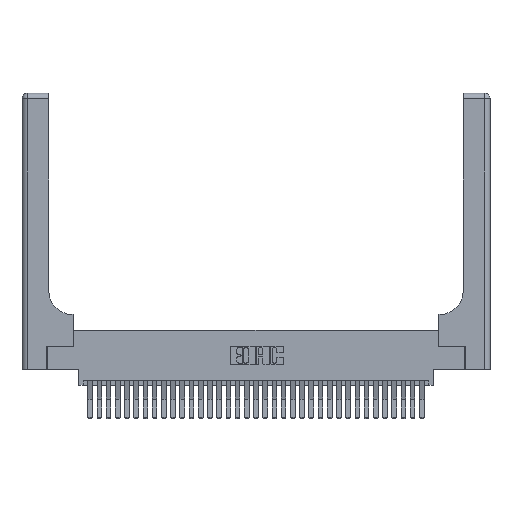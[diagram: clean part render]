
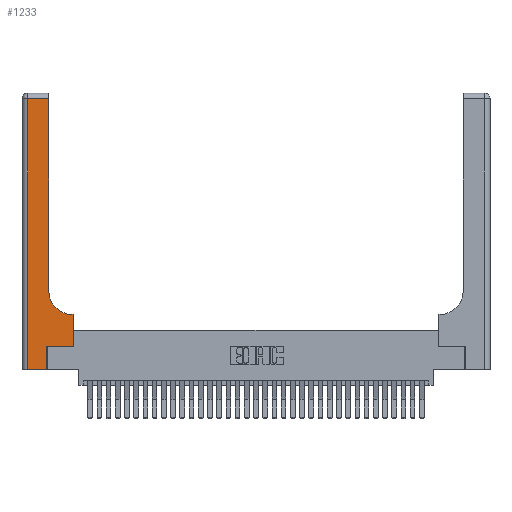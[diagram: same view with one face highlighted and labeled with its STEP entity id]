
A CAD part, top view. The second image highlights one B-rep face of the part: STEP entity #1233.
In plain terms, the highlighted planar face has unit normal (0, 0, 1).
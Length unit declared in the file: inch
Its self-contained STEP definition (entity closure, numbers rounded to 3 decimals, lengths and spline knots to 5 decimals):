
#323 = PLANE ( 'NONE',  #9195 ) ;
#433 = DIRECTION ( 'NONE',  ( -1., 0., 0. ) ) ;
#484 = ORIENTED_EDGE ( 'NONE', *, *, #11292, .T. ) ;
#1233 = ADVANCED_FACE ( 'NONE', ( #10198 ), #323, .F. ) ;
#1235 = EDGE_CURVE ( 'NONE', #20924, #19744, #33166, .T. ) ;
#1847 = LINE ( 'NONE', #20915, #3532 ) ;
#2342 = VECTOR ( 'NONE', #25174, 39.37008 ) ;
#2968 = CARTESIAN_POINT ( 'NONE',  ( 0.2915, 0.6, 0.37 ) ) ;
#3123 = EDGE_CURVE ( 'NONE', #12690, #9113, #12655, .T. ) ;
#3205 = AXIS2_PLACEMENT_3D ( 'NONE', #31262, #14989, #28889 ) ;
#3532 = VECTOR ( 'NONE', #8274, 39.37008 ) ;
#6509 = VERTEX_POINT ( 'NONE', #22761 ) ;
#8100 = VECTOR ( 'NONE', #11265, 39.37008 ) ;
#8274 = DIRECTION ( 'NONE',  ( 0., 1., 0. ) ) ;
#8539 = CARTESIAN_POINT ( 'NONE',  ( 0., 3., 0.37 ) ) ;
#9113 = VERTEX_POINT ( 'NONE', #17488 ) ;
#9195 = AXIS2_PLACEMENT_3D ( 'NONE', #8539, #21859, #433 ) ;
#9247 = CARTESIAN_POINT ( 'NONE',  ( 0.5585, 0.25, 0.37 ) ) ;
#9383 = ORIENTED_EDGE ( 'NONE', *, *, #17003, .T. ) ;
#9410 = LINE ( 'NONE', #27167, #30691 ) ;
#9771 = VECTOR ( 'NONE', #19227, 39.37008 ) ;
#10198 = FACE_OUTER_BOUND ( 'NONE', #27138, .T. ) ;
#11265 = DIRECTION ( 'NONE',  ( 1., 0., 0. ) ) ;
#11289 = CARTESIAN_POINT ( 'NONE',  ( 0., 2.94, 0.37 ) ) ;
#11292 = EDGE_CURVE ( 'NONE', #19744, #6509, #34029, .T. ) ;
#12347 = VECTOR ( 'NONE', #30047, 39.37008 ) ;
#12655 = CIRCLE ( 'NONE', #3205, 0.25 ) ;
#12690 = VERTEX_POINT ( 'NONE', #21906 ) ;
#12862 = ORIENTED_EDGE ( 'NONE', *, *, #34576, .T. ) ;
#13429 = CARTESIAN_POINT ( 'NONE',  ( 0.06, 3., 0.37 ) ) ;
#13805 = ORIENTED_EDGE ( 'NONE', *, *, #1235, .T. ) ;
#14989 = DIRECTION ( 'NONE',  ( 0., 0., -1. ) ) ;
#15266 = EDGE_CURVE ( 'NONE', #31361, #31056, #20551, .T. ) ;
#15398 = VERTEX_POINT ( 'NONE', #20284 ) ;
#16376 = DIRECTION ( 'NONE',  ( 1., 0., 0. ) ) ;
#17003 = EDGE_CURVE ( 'NONE', #19319, #15398, #1847, .T. ) ;
#17465 = CARTESIAN_POINT ( 'NONE',  ( 0.269, 0., 0.37 ) ) ;
#17488 = CARTESIAN_POINT ( 'NONE',  ( 0.2915, 0.85, 0.37 ) ) ;
#17868 = ORIENTED_EDGE ( 'NONE', *, *, #20237, .T. ) ;
#18488 = EDGE_CURVE ( 'NONE', #9113, #20924, #21482, .T. ) ;
#19227 = DIRECTION ( 'NONE',  ( 0., -1., 0. ) ) ;
#19319 = VERTEX_POINT ( 'NONE', #9247 ) ;
#19582 = CARTESIAN_POINT ( 'NONE',  ( 0.269, 0.25, 0.37 ) ) ;
#19666 = ORIENTED_EDGE ( 'NONE', *, *, #18488, .T. ) ;
#19744 = VERTEX_POINT ( 'NONE', #30135 ) ;
#20237 = EDGE_CURVE ( 'NONE', #6509, #31361, #9410, .T. ) ;
#20284 = CARTESIAN_POINT ( 'NONE',  ( 0.5585, 0.6, 0.37 ) ) ;
#20551 = LINE ( 'NONE', #22299, #2342 ) ;
#20915 = CARTESIAN_POINT ( 'NONE',  ( 0.5585, 0.25, 0.37 ) ) ;
#20924 = VERTEX_POINT ( 'NONE', #24506 ) ;
#21482 = LINE ( 'NONE', #21912, #22307 ) ;
#21859 = DIRECTION ( 'NONE',  ( 0., 0., -1. ) ) ;
#21906 = CARTESIAN_POINT ( 'NONE',  ( 0.5415, 0.6, 0.37 ) ) ;
#21912 = CARTESIAN_POINT ( 'NONE',  ( 0.2915, 3., 0.37 ) ) ;
#22299 = CARTESIAN_POINT ( 'NONE',  ( 0.269, 0., 0.37 ) ) ;
#22307 = VECTOR ( 'NONE', #30103, 39.37008 ) ;
#22618 = EDGE_CURVE ( 'NONE', #15398, #12690, #32218, .T. ) ;
#22761 = CARTESIAN_POINT ( 'NONE',  ( 0.06, 0., 0.37 ) ) ;
#23081 = ORIENTED_EDGE ( 'NONE', *, *, #3123, .T. ) ;
#24506 = CARTESIAN_POINT ( 'NONE',  ( 0.2915, 2.94, 0.37 ) ) ;
#25174 = DIRECTION ( 'NONE',  ( 0., 1., 0. ) ) ;
#26706 = VECTOR ( 'NONE', #30314, 39.37008 ) ;
#27138 = EDGE_LOOP ( 'NONE', ( #19666, #13805, #484, #17868, #34737, #12862, #9383, #30650, #23081 ) ) ;
#27167 = CARTESIAN_POINT ( 'NONE',  ( 0., 0., 0.37 ) ) ;
#28889 = DIRECTION ( 'NONE',  ( 1., 0., 0. ) ) ;
#30047 = DIRECTION ( 'NONE',  ( -1., 0., 0. ) ) ;
#30103 = DIRECTION ( 'NONE',  ( 0., 1., 0. ) ) ;
#30135 = CARTESIAN_POINT ( 'NONE',  ( 0.06, 2.94, 0.37 ) ) ;
#30314 = DIRECTION ( 'NONE',  ( -1., 0., 0. ) ) ;
#30650 = ORIENTED_EDGE ( 'NONE', *, *, #22618, .T. ) ;
#30691 = VECTOR ( 'NONE', #16376, 39.37008 ) ;
#31053 = LINE ( 'NONE', #19582, #8100 ) ;
#31056 = VERTEX_POINT ( 'NONE', #32797 ) ;
#31262 = CARTESIAN_POINT ( 'NONE',  ( 0.5415, 0.85, 0.37 ) ) ;
#31361 = VERTEX_POINT ( 'NONE', #17465 ) ;
#32218 = LINE ( 'NONE', #2968, #26706 ) ;
#32797 = CARTESIAN_POINT ( 'NONE',  ( 0.269, 0.25, 0.37 ) ) ;
#33166 = LINE ( 'NONE', #11289, #12347 ) ;
#34029 = LINE ( 'NONE', #13429, #9771 ) ;
#34576 = EDGE_CURVE ( 'NONE', #31056, #19319, #31053, .T. ) ;
#34737 = ORIENTED_EDGE ( 'NONE', *, *, #15266, .T. ) ;
